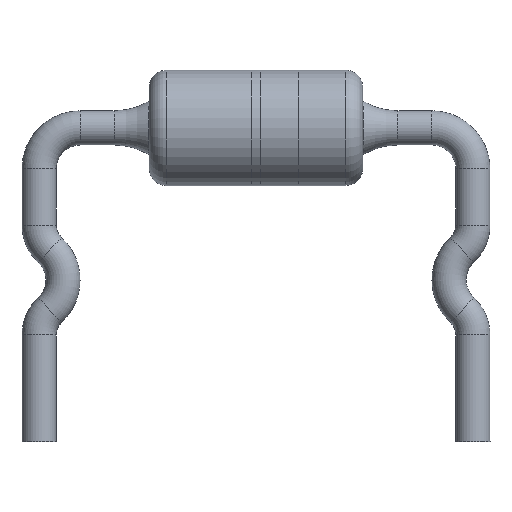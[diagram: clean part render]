
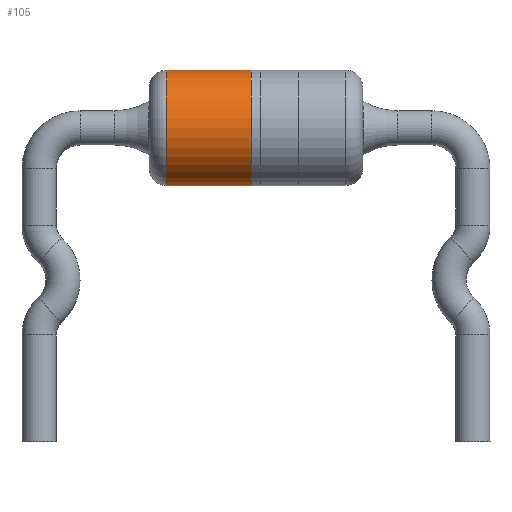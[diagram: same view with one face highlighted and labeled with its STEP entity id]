
A CAD part, front view. The second image highlights one B-rep face of the part: STEP entity #105.
In plain terms, the highlighted cylindrical face has radius 1.35 mm (diameter 2.7 mm), a full revolution.
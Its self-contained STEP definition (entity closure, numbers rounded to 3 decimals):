
#105=ADVANCED_FACE('',(#375,#377),#379,.T.);
#375=FACE_OUTER_BOUND('',#376,.T.);
#376=EDGE_LOOP('',(#612));
#377=FACE_OUTER_BOUND('',#378,.T.);
#378=EDGE_LOOP('',(#613));
#379=CYLINDRICAL_SURFACE('',#380,1.35);
#380=AXIS2_PLACEMENT_3D('',#381,#382,#383);
#381=CARTESIAN_POINT('',(-2.1,0.,4.85));
#382=DIRECTION('',(1.,-0.,-0.));
#383=DIRECTION('',(0.,0.,-1.));
#612=ORIENTED_EDGE('',*,*,#669,.F.);
#613=ORIENTED_EDGE('',*,*,#670,.T.);
#669=EDGE_CURVE('',#702,#702,#703,.T.);
#670=EDGE_CURVE('',#704,#704,#705,.T.);
#702=VERTEX_POINT('',#771);
#703=CIRCLE('',#772,1.35);
#704=VERTEX_POINT('',#776);
#705=CIRCLE('',#777,1.35);
#771=CARTESIAN_POINT('',(-0.114,0.,3.5));
#772=AXIS2_PLACEMENT_3D('',#773,#774,#775);
#773=CARTESIAN_POINT('',(-0.114,0.,4.85));
#774=DIRECTION('',(1.,-0.,0.));
#775=DIRECTION('',(0.,0.,-1.));
#776=CARTESIAN_POINT('',(-2.1,0.,3.5));
#777=AXIS2_PLACEMENT_3D('',#778,#779,#780);
#778=CARTESIAN_POINT('',(-2.1,0.,4.85));
#779=DIRECTION('',(1.,-0.,0.));
#780=DIRECTION('',(0.,0.,-1.));
